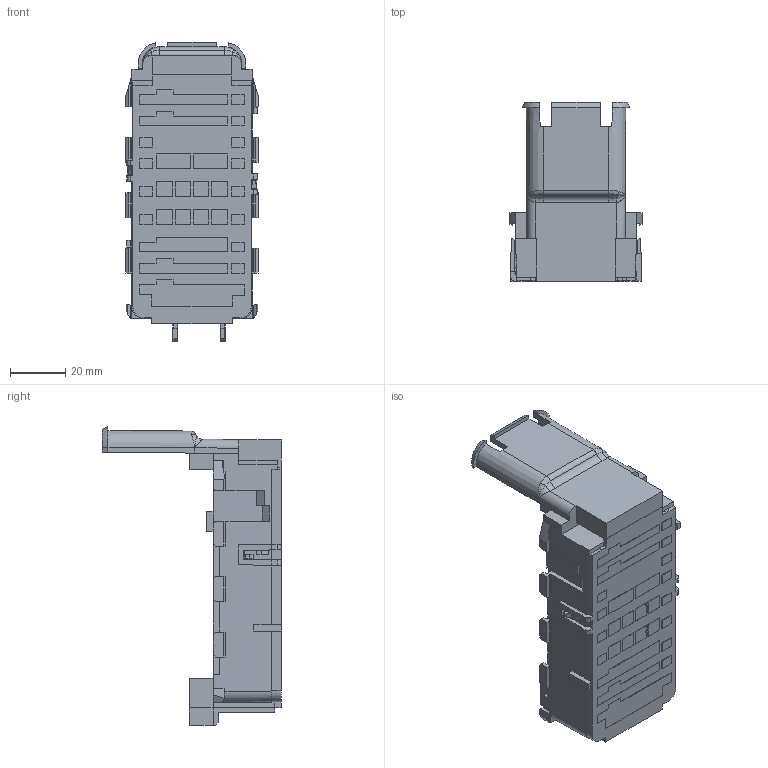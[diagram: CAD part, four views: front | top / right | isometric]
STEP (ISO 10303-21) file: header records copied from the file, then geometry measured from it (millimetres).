
FILE_DESCRIPTION(/* description */ (''),/* implementation_level */ '2;1');
FILE_NAME(/* name */ '33155923-ENV10_02-CONN.stp',/* time_stamp */ '2023-06-12T12:37:51+08:00',/* author */ (''),/* organization */ (''),/* preprocessor_version */ 'ST-DEVELOPER v16',/* originating_system */ 'SIEMENS PLM Software NX 11.0',/* authorisation */ '');
FILE_SCHEMA (('AUTOMOTIVE_DESIGN { 1 0 10303 214 3 1 1 1 }'));
Length unit declared in the file: millimetre
Products named in the file (1): 33155923-ENV10_02-CONN
Bounding box: 47.65 x 64.58 x 107.83 mm (x, y, z)
Volume: 108244.8 mm3; surface area: 22384.7 mm2
Topology: 1 solids, 1 shells, 569 faces, 1569 edges, 1031 vertices
Faces by surface type: plane 533, cylinder 17, bspline 15, cone 4
Entity records: 18098 total; most frequent: CARTESIAN_POINT 3629, ORIENTED_EDGE 3138, DIRECTION 2711, EDGE_CURVE 1569, LINE 1481, VECTOR 1481, VERTEX_POINT 1031, AXIS2_PLACEMENT_3D 615
